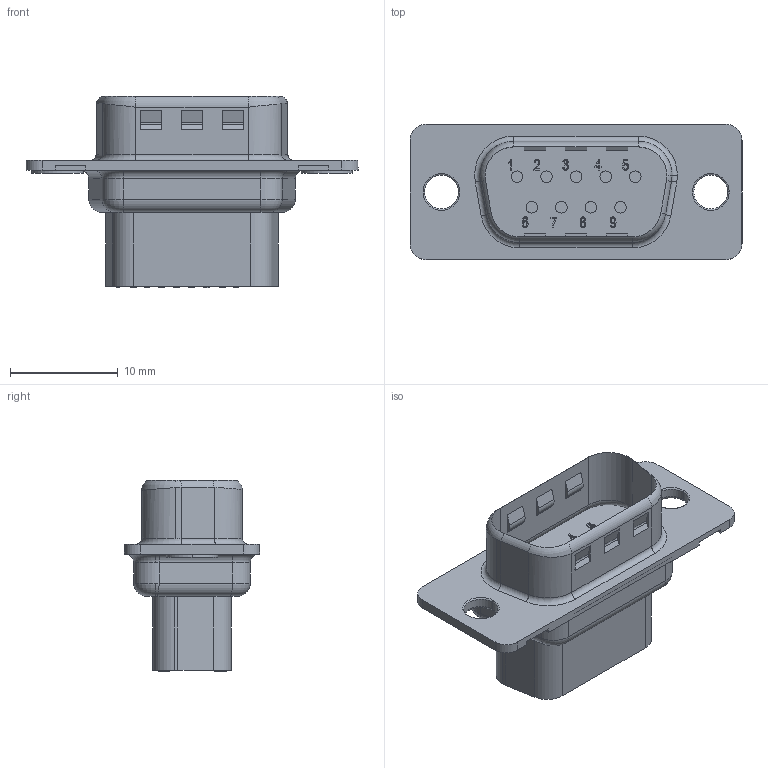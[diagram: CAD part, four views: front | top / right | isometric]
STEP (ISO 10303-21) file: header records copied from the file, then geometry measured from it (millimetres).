
FILE_DESCRIPTION (( 'STEP AP214' ), '1' );
FILE_NAME ('SD9M0000Z-AA.STEP', '2019-03-16T05:37:54', ( '' ), ( '' ), 'SwSTEP 2.0', 'SolidWorks 2017', '' );
FILE_SCHEMA (( 'AUTOMOTIVE_DESIGN' ));
Length unit declared in the file: inch
Products named in the file (1): SD9M0000Z-AA
Bounding box: 30.81 x 12.55 x 17.73 mm (x, y, z)
Volume: 1732 mm3; surface area: 3091.8 mm2
Topology: 1 solids, 3 shells, 698 faces, 1828 edges, 1187 vertices
Faces by surface type: plane 273, cylinder 180, bspline 150, torus 59, sphere 18, cone 18
Entity records: 30223 total; most frequent: CARTESIAN_POINT 13739, ORIENTED_EDGE 3656, DIRECTION 3035, EDGE_CURVE 1828, VERTEX_POINT 1187, AXIS2_PLACEMENT_3D 1044, LINE 947, VECTOR 947
